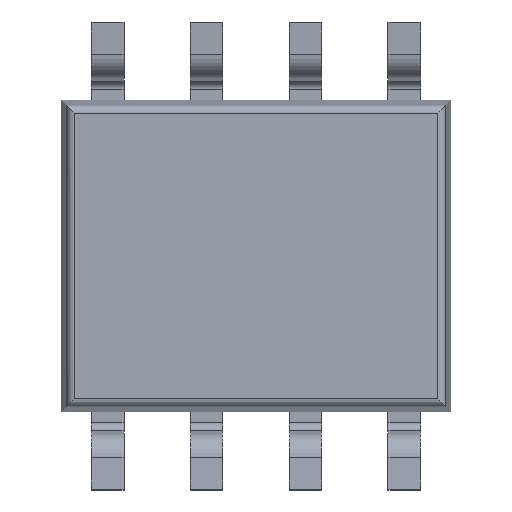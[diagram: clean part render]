
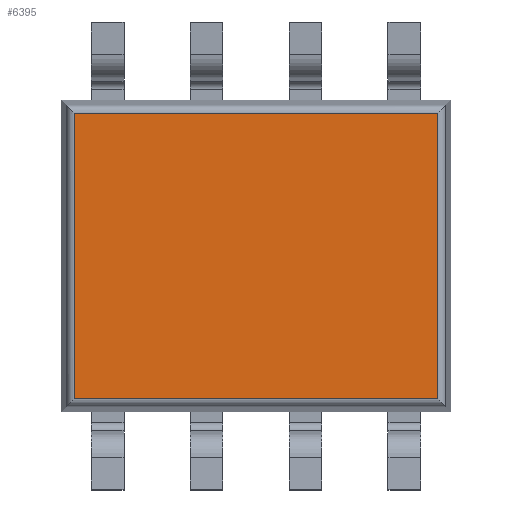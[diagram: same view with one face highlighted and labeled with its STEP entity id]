
A CAD part, front view. The second image highlights one B-rep face of the part: STEP entity #6395.
In plain terms, the highlighted planar face has unit normal (0, -1, 0).
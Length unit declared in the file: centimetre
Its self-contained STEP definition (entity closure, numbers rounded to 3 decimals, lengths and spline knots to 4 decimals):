
#5499=DIRECTION('',(-1.,0.,0.));
#5500=VECTOR('',#5499,0.4672);
#5501=CARTESIAN_POINT('',(0.2336,0.015,0.1836));
#5502=LINE('',#5501,#5500);
#5513=DIRECTION('',(0.,0.,1.));
#5514=VECTOR('',#5513,0.3672);
#5515=CARTESIAN_POINT('',(0.2336,0.015,-0.1836));
#5516=LINE('',#5515,#5514);
#5520=CARTESIAN_POINT('',(0.2336,0.015,0.1836));
#5546=DIRECTION('',(1.,0.,0.));
#5547=VECTOR('',#5546,0.4672);
#5548=CARTESIAN_POINT('',(-0.2336,0.015,-0.1836));
#5549=LINE('',#5548,#5547);
#5593=CARTESIAN_POINT('',(-0.2336,0.015,0.1836));
#5598=DIRECTION('',(0.,0.,-1.));
#5599=VECTOR('',#5598,0.3672);
#5600=CARTESIAN_POINT('',(-0.2336,0.015,0.1836));
#5601=LINE('',#5600,#5599);
#5774=CARTESIAN_POINT('',(-0.2336,0.015,-0.1836));
#5775=CARTESIAN_POINT('',(0.2336,0.015,-0.1836));
#5776=VERTEX_POINT('',#5774);
#5777=VERTEX_POINT('',#5775);
#5783=VERTEX_POINT('',#5520);
#5784=VERTEX_POINT('',#5593);
#6384=CARTESIAN_POINT('',(0.,0.015,0.));
#6385=DIRECTION('',(0.,1.,0.));
#6386=DIRECTION('',(0.,0.,1.));
#6387=AXIS2_PLACEMENT_3D('',#6384,#6385,#6386);
#6388=PLANE('',#6387);
#6389=ORIENTED_EDGE('',*,*,#6341,.F.);
#6390=ORIENTED_EDGE('',*,*,#6366,.F.);
#6391=ORIENTED_EDGE('',*,*,#6288,.F.);
#6392=ORIENTED_EDGE('',*,*,#6315,.F.);
#6393=EDGE_LOOP('',(#6389,#6390,#6391,#6392));
#6394=FACE_OUTER_BOUND('',#6393,.F.);
#6395=ADVANCED_FACE('',(#6394),#6388,.F.);
#6288=EDGE_CURVE('',#5783,#5784,#5502,.T.);
#6315=EDGE_CURVE('',#5777,#5783,#5516,.T.);
#6341=EDGE_CURVE('',#5776,#5777,#5549,.T.);
#6366=EDGE_CURVE('',#5784,#5776,#5601,.T.);
